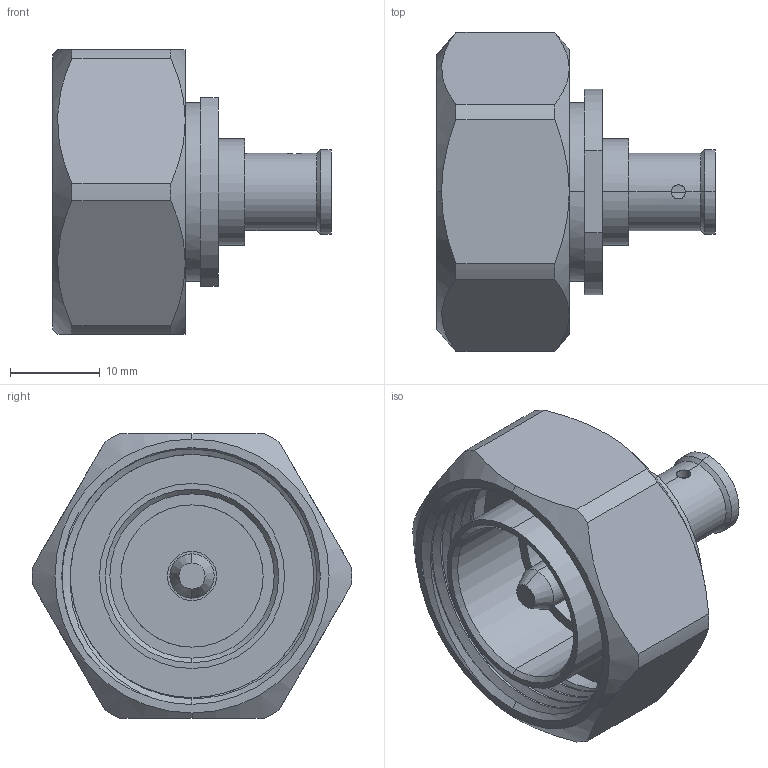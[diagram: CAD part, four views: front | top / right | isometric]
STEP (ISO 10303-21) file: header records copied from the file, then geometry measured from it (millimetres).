
FILE_DESCRIPTION (( 'STEP AP214' ), '1' );
FILE_NAME ('TC-250-716M-LP-LC_3D.STEP', '2021-09-27T17:32:58', ( '' ), ( '' ), 'SwSTEP 2.0', 'SolidWorks 2021', '' );
FILE_SCHEMA (( 'AUTOMOTIVE_DESIGN' ));
Length unit declared in the file: inch
Products named in the file (1): TC-250-716M-LP-LC_3D
Bounding box: 31 x 35.58 x 31.75 mm (x, y, z)
Volume: 8231.3 mm3; surface area: 7333.3 mm2
Topology: 1 solids, 2 shells, 95 faces, 220 edges, 140 vertices
Faces by surface type: cylinder 46, plane 25, cone 21, bspline 3
Entity records: 3998 total; most frequent: CARTESIAN_POINT 1873, ORIENTED_EDGE 440, DIRECTION 428, EDGE_CURVE 220, AXIS2_PLACEMENT_3D 178, VERTEX_POINT 140, EDGE_LOOP 108, ADVANCED_FACE 95
